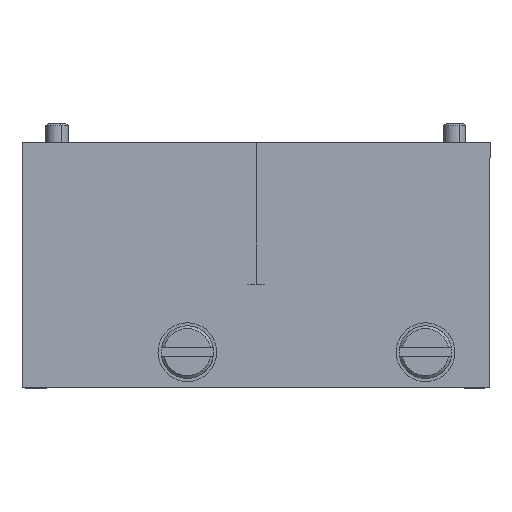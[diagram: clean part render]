
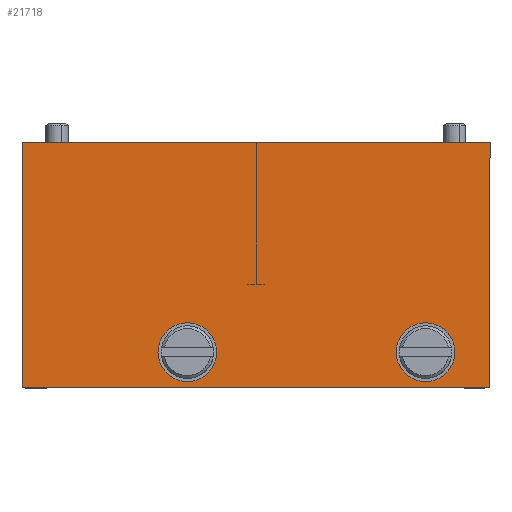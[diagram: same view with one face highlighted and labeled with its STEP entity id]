
A CAD part, left-side view. The second image highlights one B-rep face of the part: STEP entity #21718.
In plain terms, the highlighted face is planar.
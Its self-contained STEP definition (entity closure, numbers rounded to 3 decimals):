
#195 = DIRECTION ( 'NONE',  ( 0.017, 0., 1. ) ) ;
#872 = DIRECTION ( 'NONE',  ( 0., 1., 0. ) ) ;
#1556 = EDGE_CURVE ( 'NONE', #1854, #2224, #22855, .T. ) ;
#1854 = VERTEX_POINT ( 'NONE', #11495 ) ;
#1959 = CARTESIAN_POINT ( 'NONE',  ( 6.472, 11.684, 431.972 ) ) ;
#2224 = VERTEX_POINT ( 'NONE', #15908 ) ;
#2932 = AXIS2_PLACEMENT_3D ( 'NONE', #28918, #14663, #8142 ) ;
#3506 = ORIENTED_EDGE ( 'NONE', *, *, #12737, .F. ) ;
#3740 = VECTOR ( 'NONE', #9150, 1000. ) ;
#3795 = EDGE_LOOP ( 'NONE', ( #21382, #26730 ) ) ;
#4620 = VECTOR ( 'NONE', #14783, 1000. ) ;
#4642 = CARTESIAN_POINT ( 'NONE',  ( 6.472, 11.684, 431.972 ) ) ;
#4877 = VERTEX_POINT ( 'NONE', #16684 ) ;
#5492 = LINE ( 'NONE', #14522, #24652 ) ;
#5527 = AXIS2_PLACEMENT_3D ( 'NONE', #26268, #5964, #18399 ) ;
#5762 = CARTESIAN_POINT ( 'NONE',  ( 44.439, 84.836, 431.309 ) ) ;
#5964 = DIRECTION ( 'NONE',  ( 0.017, 0., 1. ) ) ;
#6164 = DIRECTION ( 'NONE',  ( -0.017, 0., -1. ) ) ;
#6637 = CIRCLE ( 'NONE', #21304, 5.321 ) ;
#6842 = DIRECTION ( 'NONE',  ( 0.017, 0., 1. ) ) ;
#7043 = CARTESIAN_POINT ( 'NONE',  ( -0.004, 0., 432.085 ) ) ;
#7248 = ORIENTED_EDGE ( 'NONE', *, *, #13368, .T. ) ;
#7388 = CARTESIAN_POINT ( 'NONE',  ( 44.439, 84.836, 431.309 ) ) ;
#7991 = VERTEX_POINT ( 'NONE', #12567 ) ;
#8142 = DIRECTION ( 'NONE',  ( -1., 0., 0.017 ) ) ;
#8960 = FACE_OUTER_BOUND ( 'NONE', #18984, .T. ) ;
#9150 = DIRECTION ( 'NONE',  ( -1., 0., 0.017 ) ) ;
#9889 = LINE ( 'NONE', #5762, #4620 ) ;
#10577 = DIRECTION ( 'NONE',  ( -1., 0., 0.017 ) ) ;
#11023 = ORIENTED_EDGE ( 'NONE', *, *, #12551, .F. ) ;
#11203 = VECTOR ( 'NONE', #872, 1000. ) ;
#11384 = ORIENTED_EDGE ( 'NONE', *, *, #13562, .F. ) ;
#11444 = CARTESIAN_POINT ( 'NONE',  ( 44.439, 0., 431.309 ) ) ;
#11495 = CARTESIAN_POINT ( 'NONE',  ( 11.792, 11.684, 431.879 ) ) ;
#12551 = EDGE_CURVE ( 'NONE', #21270, #7991, #5492, .T. ) ;
#12567 = CARTESIAN_POINT ( 'NONE',  ( -0.004, 84.836, 432.085 ) ) ;
#12737 = EDGE_CURVE ( 'NONE', #17273, #21270, #18349, .T. ) ;
#12879 = ORIENTED_EDGE ( 'NONE', *, *, #14281, .T. ) ;
#13368 = EDGE_CURVE ( 'NONE', #17273, #18059, #25466, .T. ) ;
#13414 = PLANE ( 'NONE',  #25611 ) ;
#13562 = EDGE_CURVE ( 'NONE', #4877, #16762, #25410, .T. ) ;
#14281 = EDGE_CURVE ( 'NONE', #18059, #7991, #9889, .T. ) ;
#14522 = CARTESIAN_POINT ( 'NONE',  ( -0.004, 42.418, 432.085 ) ) ;
#14663 = DIRECTION ( 'NONE',  ( 0.017, 0., 1. ) ) ;
#14783 = DIRECTION ( 'NONE',  ( -1., 0., 0.017 ) ) ;
#15426 = DIRECTION ( 'NONE',  ( -1., 0., 0.017 ) ) ;
#15645 = FACE_BOUND ( 'NONE', #29122, .T. ) ;
#15908 = CARTESIAN_POINT ( 'NONE',  ( 1.151, 11.684, 432.065 ) ) ;
#16684 = CARTESIAN_POINT ( 'NONE',  ( 11.792, 54.864, 431.879 ) ) ;
#16762 = VERTEX_POINT ( 'NONE', #16983 ) ;
#16983 = CARTESIAN_POINT ( 'NONE',  ( 1.151, 54.864, 432.065 ) ) ;
#17273 = VERTEX_POINT ( 'NONE', #11444 ) ;
#17428 = CARTESIAN_POINT ( 'NONE',  ( -0.004, 84.836, 432.085 ) ) ;
#18059 = VERTEX_POINT ( 'NONE', #21340 ) ;
#18142 = AXIS2_PLACEMENT_3D ( 'NONE', #1959, #6842, #15426 ) ;
#18172 = ORIENTED_EDGE ( 'NONE', *, *, #22473, .F. ) ;
#18349 = LINE ( 'NONE', #25164, #3740 ) ;
#18399 = DIRECTION ( 'NONE',  ( -1., 0., 0.017 ) ) ;
#18984 = EDGE_LOOP ( 'NONE', ( #12879, #11023, #3506, #7248 ) ) ;
#20195 = DIRECTION ( 'NONE',  ( -1., 0., 0.017 ) ) ;
#20673 = EDGE_CURVE ( 'NONE', #2224, #1854, #6637, .T. ) ;
#21270 = VERTEX_POINT ( 'NONE', #7043 ) ;
#21304 = AXIS2_PLACEMENT_3D ( 'NONE', #4642, #195, #20195 ) ;
#21340 = CARTESIAN_POINT ( 'NONE',  ( 44.439, 84.836, 431.309 ) ) ;
#21382 = ORIENTED_EDGE ( 'NONE', *, *, #20673, .F. ) ;
#21718 = ADVANCED_FACE ( 'NONE', ( #8960, #15645, #22152 ), #13414, .F. ) ;
#22152 = FACE_BOUND ( 'NONE', #3795, .T. ) ;
#22473 = EDGE_CURVE ( 'NONE', #16762, #4877, #23252, .T. ) ;
#22855 = CIRCLE ( 'NONE', #18142, 5.321 ) ;
#23252 = CIRCLE ( 'NONE', #2932, 5.321 ) ;
#23544 = DIRECTION ( 'NONE',  ( 0., 1., 0. ) ) ;
#24652 = VECTOR ( 'NONE', #23544, 1000. ) ;
#25164 = CARTESIAN_POINT ( 'NONE',  ( -0.004, 0., 432.085 ) ) ;
#25410 = CIRCLE ( 'NONE', #5527, 5.321 ) ;
#25466 = LINE ( 'NONE', #7388, #11203 ) ;
#25611 = AXIS2_PLACEMENT_3D ( 'NONE', #17428, #6164, #10577 ) ;
#26268 = CARTESIAN_POINT ( 'NONE',  ( 6.472, 54.864, 431.972 ) ) ;
#26730 = ORIENTED_EDGE ( 'NONE', *, *, #1556, .F. ) ;
#28918 = CARTESIAN_POINT ( 'NONE',  ( 6.472, 54.864, 431.972 ) ) ;
#29122 = EDGE_LOOP ( 'NONE', ( #18172, #11384 ) ) ;
